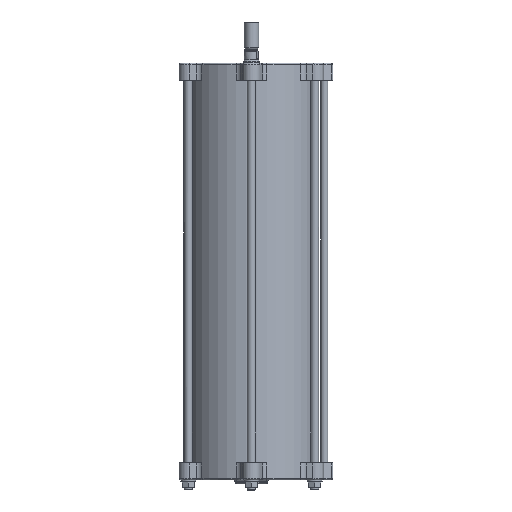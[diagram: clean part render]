
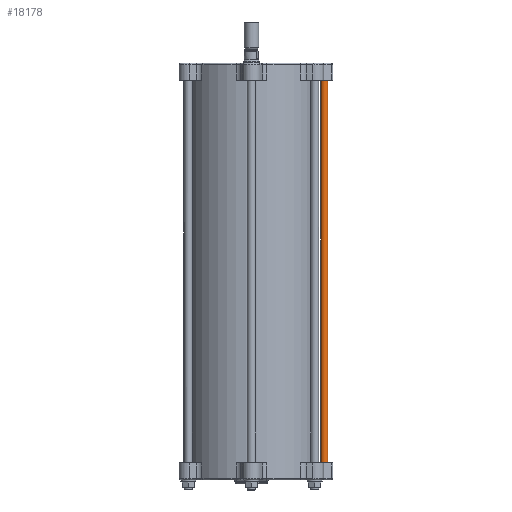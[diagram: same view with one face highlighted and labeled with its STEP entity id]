
A CAD part, front view. The second image highlights one B-rep face of the part: STEP entity #18178.
In plain terms, the highlighted cylindrical face has radius 9 mm (diameter 18 mm), a full revolution.
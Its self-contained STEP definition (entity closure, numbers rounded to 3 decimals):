
#2363=CYLINDRICAL_SURFACE('',#19530,9.);
#2741=FACE_BOUND('',#4424,.T.);
#3099=FACE_OUTER_BOUND('',#4423,.T.);
#4423=EDGE_LOOP('',(#11557));
#4424=EDGE_LOOP('',(#11558));
#6024=CIRCLE('',#19525,9.);
#6027=CIRCLE('',#19531,9.);
#7396=VERTEX_POINT('',#27589);
#7399=VERTEX_POINT('',#27598);
#8982=EDGE_CURVE('',#7396,#7396,#6024,.T.);
#8985=EDGE_CURVE('',#7399,#7399,#6027,.T.);
#11557=ORIENTED_EDGE('',*,*,#8985,.T.);
#11558=ORIENTED_EDGE('',*,*,#8982,.F.);
#18178=ADVANCED_FACE('',(#3099,#2741),#2363,.T.);
#19525=AXIS2_PLACEMENT_3D('',#27590,#22102,#22103);
#19530=AXIS2_PLACEMENT_3D('',#27597,#22112,#22113);
#19531=AXIS2_PLACEMENT_3D('',#27599,#22114,#22115);
#22102=DIRECTION('center_axis',(0.,0.,
1.));
#22103=DIRECTION('ref_axis',(-0.192,-0.981,0.));
#22112=DIRECTION('center_axis',(0.,0.,
1.));
#22113=DIRECTION('ref_axis',(-0.192,-0.981,0.));
#22114=DIRECTION('center_axis',(0.,0.,
1.));
#22115=DIRECTION('ref_axis',(-0.192,-0.981,0.));
#27589=CARTESIAN_POINT('',(180.5,9.,953.9));
#27590=CARTESIAN_POINT('Origin',(180.5,0.,953.9));
#27597=CARTESIAN_POINT('Origin',(180.5,0.,-12.));
#27598=CARTESIAN_POINT('',(180.5,9.,-5.9));
#27599=CARTESIAN_POINT('Origin',(180.5,0.,
-5.9));
